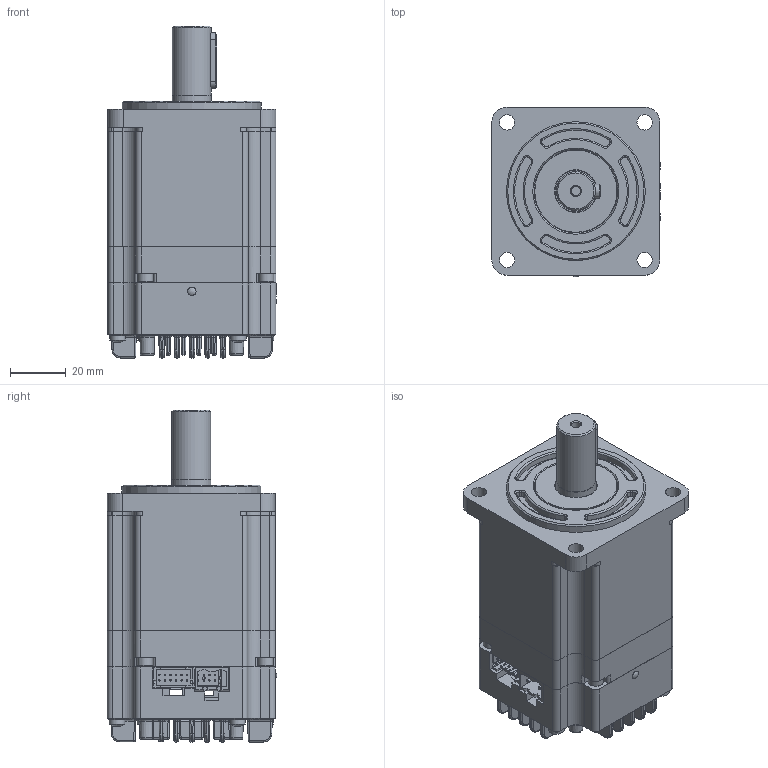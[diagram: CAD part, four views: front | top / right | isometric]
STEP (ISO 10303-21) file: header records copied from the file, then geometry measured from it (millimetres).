
FILE_DESCRIPTION (( 'STEP AP203' ), '1' );
FILE_NAME ('MD60AIS90-24-C00630-B1-5-1R.STEP', '2025-03-13T06:13:51', ( '¼¼Êõ03' ), ( 'HP Inc.' ), 'SwSTEP 2.0', 'SolidWorks 2020', '' );
FILE_SCHEMA (( 'CONFIG_CONTROL_DESIGN' ));
Products named in the file (1): MD60AIS90-24-C00630-B1-5-1R
Bounding box: 60.6 x 60.99 x 119.5 mm (x, y, z)
Surface area: 41541 mm2 (no closed solid volume)
Topology: 0 solids, 28 shells, 1433 faces, 3452 edges, 2067 vertices
Faces by surface type: cylinder 648, plane 432, bspline 172, sphere 117, torus 38, cone 26
Full cylindrical faces by diameter (mm): 0.5 x28, 1 x2, 2.5 x4, 3.3 x1, 5.5 x8, 5.6 x4, 14 x1, 14.1 x1, 15 x1, 30 x1, 50 x1
Entity records: 43587 total; most frequent: CARTESIAN_POINT 11966, DIRECTION 6684, ORIENTED_EDGE 6299, EDGE_CURVE 3372, AXIS2_PLACEMENT_3D 2508, VERTEX_POINT 2054, VECTOR 1668, LINE 1668
